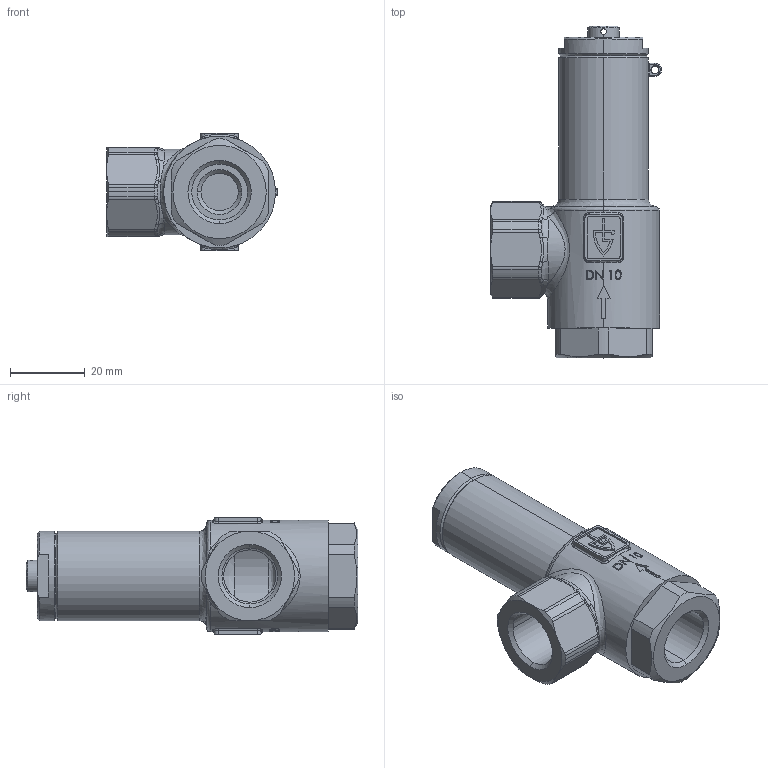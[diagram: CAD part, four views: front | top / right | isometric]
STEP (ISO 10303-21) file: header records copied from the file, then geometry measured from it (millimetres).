
FILE_DESCRIPTION (( 'STEP AP214' ), '1' );
FILE_NAME ('417 3-8 Dummy.STEP', '2011-08-11T06:08:42', ( 'Blankenhorn' ), ( '' ), 'SwSTEP 2.0', 'SolidWorks 2011', '' );
FILE_SCHEMA (( 'AUTOMOTIVE_DESIGN' ));
Length unit declared in the file: millimetre
Products named in the file (1): 417 3-8 Dummy
Bounding box: 45.8 x 89 x 31.4 mm (x, y, z)
Volume: 33207.3 mm3; surface area: 19484.1 mm2
Topology: 4 solids, 4 shells, 531 faces, 1354 edges, 853 vertices
Faces by surface type: plane 183, bspline 152, cylinder 147, cone 49
Entity records: 31021 total; most frequent: CARTESIAN_POINT 13109, ORIENTED_EDGE 2700, DIRECTION 2257, EDGE_CURVE 1350, VERTEX_POINT 853, AXIS2_PLACEMENT_3D 850, EDGE_LOOP 571, LINE 557
